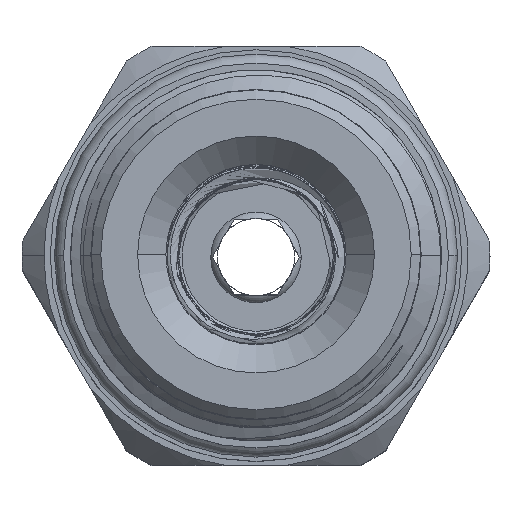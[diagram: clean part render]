
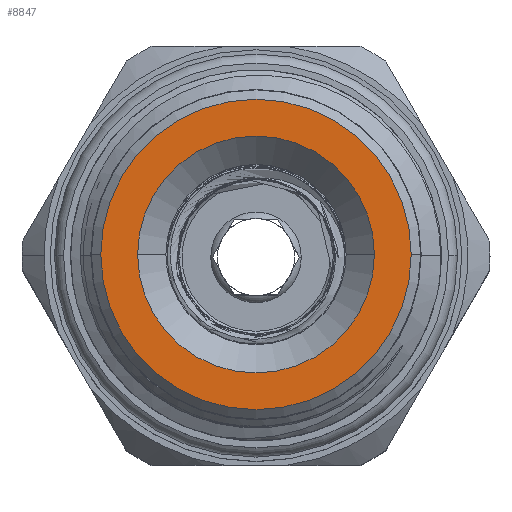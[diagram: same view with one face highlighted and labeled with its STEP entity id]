
A CAD part, top view. The second image highlights one B-rep face of the part: STEP entity #8847.
In plain terms, the highlighted planar face has unit normal (0, 0, 1).
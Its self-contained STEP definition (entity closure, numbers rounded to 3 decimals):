
#847 = CARTESIAN_POINT ( 'NONE',  ( 0., 0., 5.928 ) ) ;
#848 = DIRECTION ( 'NONE',  ( 0., 0., 1. ) ) ;
#849 = DIRECTION ( 'NONE',  ( 1., 0., 0. ) ) ;
#887 = CARTESIAN_POINT ( 'NONE',  ( 0., 0., 5.928 ) ) ;
#888 = DIRECTION ( 'NONE',  ( 0., 0., -1. ) ) ;
#889 = DIRECTION ( 'NONE',  ( -1., 0., 0. ) ) ;
#1807 = CARTESIAN_POINT ( 'NONE',  ( 0., 0., 5.928 ) ) ;
#1808 = DIRECTION ( 'NONE',  ( 0., 0., 1. ) ) ;
#1809 = DIRECTION ( 'NONE',  ( 1., 0., 0. ) ) ;
#1992 = CARTESIAN_POINT ( 'NONE',  ( 0., 0., 5.928 ) ) ;
#1993 = DIRECTION ( 'NONE',  ( 0., 0., -1. ) ) ;
#1994 = DIRECTION ( 'NONE',  ( -1., 0., 0. ) ) ;
#2364 = EDGE_LOOP ( 'NONE', ( #8044, #8042 ) ) ;
#2371 = EDGE_LOOP ( 'NONE', ( #8046, #8045 ) ) ;
#3765 = AXIS2_PLACEMENT_3D ( 'NONE', #1807, #1808, #1809 ) ;
#3770 = AXIS2_PLACEMENT_3D ( 'NONE', #1992, #1993, #1994 ) ;
#4863 = CIRCLE ( 'NONE', #12100, 6.275 ) ;
#5063 = CIRCLE ( 'NONE', #12106, 8.225 ) ;
#7322 = CARTESIAN_POINT ( 'NONE',  ( -8.225, 0., 5.928 ) ) ;
#8042 = ORIENTED_EDGE ( 'NONE', *, *, #11941, .T. ) ;
#8044 = ORIENTED_EDGE ( 'NONE', *, *, #10048, .T. ) ;
#8045 = ORIENTED_EDGE ( 'NONE', *, *, #10057, .T. ) ;
#8046 = ORIENTED_EDGE ( 'NONE', *, *, #11959, .T. ) ;
#8268 = CARTESIAN_POINT ( 'NONE',  ( -6.275, 0., 5.928 ) ) ;
#8357 = CARTESIAN_POINT ( 'NONE',  ( 6.275, 0., 5.928 ) ) ;
#8398 = CARTESIAN_POINT ( 'NONE',  ( 8.225, 0., 5.928 ) ) ;
#8521 = VERTEX_POINT ( 'NONE', #8398 ) ;
#8639 = VERTEX_POINT ( 'NONE', #8357 ) ;
#8660 = VERTEX_POINT ( 'NONE', #8268 ) ;
#8684 = VERTEX_POINT ( 'NONE', #7322 ) ;
#8748 = FACE_BOUND ( 'NONE', #2371, .T. ) ;
#8758 = FACE_OUTER_BOUND ( 'NONE', #2364, .T. ) ;
#8847 = ADVANCED_FACE ( 'NONE', ( #8748, #8758 ), #13077, .F. ) ;
#10048 = EDGE_CURVE ( 'NONE', #8684, #8521, #5063, .T. ) ;
#10057 = EDGE_CURVE ( 'NONE', #8660, #8639, #4863, .T. ) ;
#11795 = AXIS2_PLACEMENT_3D ( 'NONE', #13080, #13075, #13074 ) ;
#11941 = EDGE_CURVE ( 'NONE', #8521, #8684, #12010, .T. ) ;
#11959 = EDGE_CURVE ( 'NONE', #8639, #8660, #12029, .T. ) ;
#12010 = CIRCLE ( 'NONE', #3765, 8.225 ) ;
#12029 = CIRCLE ( 'NONE', #3770, 6.275 ) ;
#12100 = AXIS2_PLACEMENT_3D ( 'NONE', #887, #888, #889 ) ;
#12106 = AXIS2_PLACEMENT_3D ( 'NONE', #847, #848, #849 ) ;
#13074 = DIRECTION ( 'NONE',  ( -1., 0., 0. ) ) ;
#13075 = DIRECTION ( 'NONE',  ( 0., 0., -1. ) ) ;
#13077 = PLANE ( 'NONE',  #11795 ) ;
#13080 = CARTESIAN_POINT ( 'NONE',  ( 0., 0., 5.928 ) ) ;
